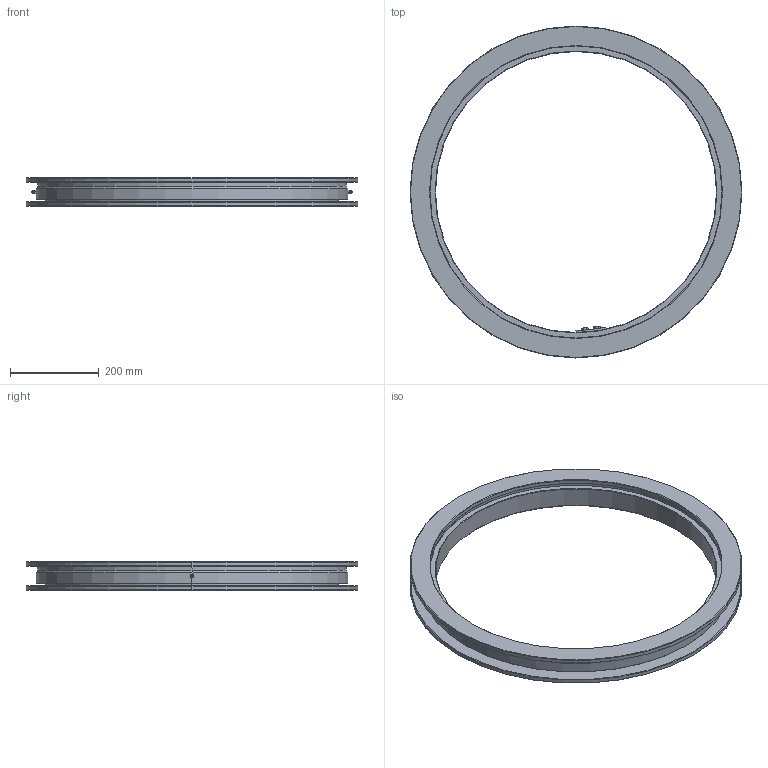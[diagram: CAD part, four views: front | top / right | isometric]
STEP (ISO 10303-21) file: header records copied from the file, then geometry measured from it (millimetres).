
FILE_DESCRIPTION (( 'STEP AP214' ), '1' );
FILE_NAME ('U.750.14 - Cast Iron.STEP', '2017-06-13T08:30:14', ( '' ), ( '' ), 'SwSTEP 2.0', 'SolidWorks 2015', '' );
FILE_SCHEMA (( 'AUTOMOTIVE_DESIGN' ));
Length unit declared in the file: millimetre
Products named in the file (7): Ball D14; U.750.14 - OR; U.750.14 - IR; U.750.14 - Cast Iron; Hex Bolt M8x15mm_A4-70; U.750.14 - Plug; Grease nipple M6x1mm
Assembly tree (152 placements, depth 2):
  U.750.14 - Cast Iron
    U.750.14 - IR
    U.750.14 - OR
    Ball D14  x145
    Grease nipple M6x1mm  x2
    U.750.14 - Plug
    Hex Bolt M8x15mm_A4-70  x2
Bounding box: 750 x 750 x 65 mm (x, y, z)
Volume: 4777905.9 mm3; surface area: 983535.1 mm2
Topology: 152 solids, 152 shells, 497 faces, 1457 edges, 979 vertices
Faces by surface type: sphere 290, cone 82, plane 49, cylinder 46, torus 30
Entity records: 6120 total; most frequent: CARTESIAN_POINT 1443, DIRECTION 1046, ORIENTED_EDGE 656, AXIS2_PLACEMENT_3D 469, EDGE_CURVE 328, VERTEX_POINT 188, EDGE_LOOP 170, CIRCLE 160
